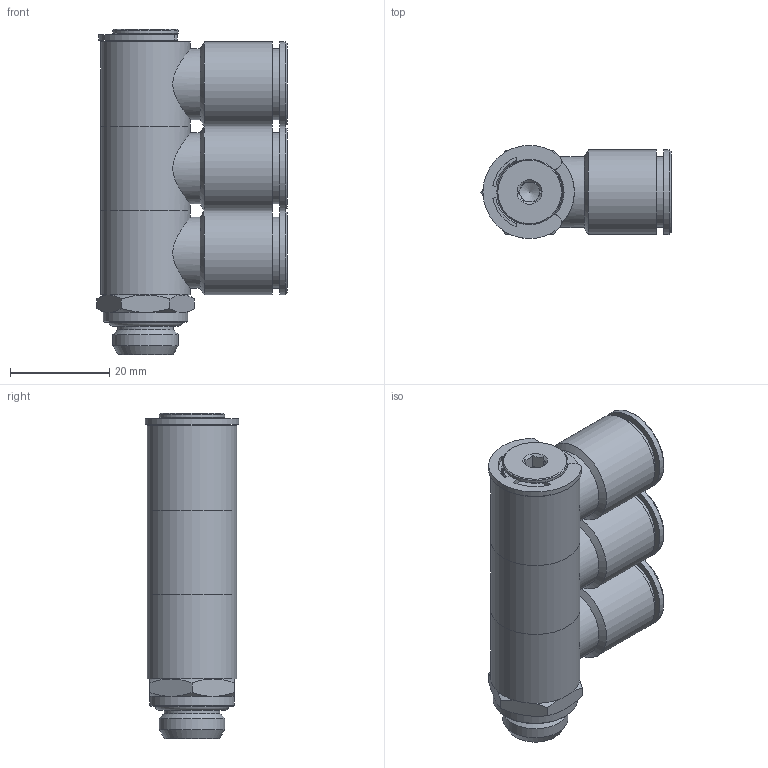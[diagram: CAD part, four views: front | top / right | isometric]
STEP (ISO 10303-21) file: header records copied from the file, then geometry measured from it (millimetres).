
FILE_DESCRIPTION(/* description */ (''),/* implementation_level */ '2;1');
FILE_NAME(/* name */ 'iqslv3_1412_ig_msv.stp',/* time_stamp */ '2017-11-13T15:48:17+01:00',/* author */ ('Hamoud'),/* organization */ (''),/* preprocessor_version */ 'ST-DEVELOPER v15.6',/* originating_system */ 'Autodesk Inventor LT ',/* authorisation */ '');
FILE_SCHEMA (('AUTOMOTIVE_DESIGN { 1 0 10303 214 3 1 1 }'));
Length unit declared in the file: millimetre
Products named in the file (1): iqslv3_1412_ig_msv
Bounding box: 38.31 x 18.79 x 65.5 mm (x, y, z)
Volume: 16805.4 mm3; surface area: 19585 mm2
Topology: 9 solids, 9 shells, 159 faces, 345 edges, 213 vertices
Faces by surface type: plane 57, cone 50, cylinder 49, torus 3
Full cylindrical faces by diameter (mm): 4 x1, 7.8 x1, 9 x1, 9.011 x3, 11.2 x1, 12.15 x3, 12.2 x3, 13.157 x1, 13.2 x5, 13.3 x3, 14.3 x6, 14.5 x3, 17 x7, 18 x3
Entity records: 7761 total; most frequent: CARTESIAN_POINT 4750, DIRECTION 654, ORIENTED_EDGE 456, AXIS2_PLACEMENT_3D 302, EDGE_LOOP 275, EDGE_CURVE 228, VERTEX_POINT 183, FACE_OUTER_BOUND 159
